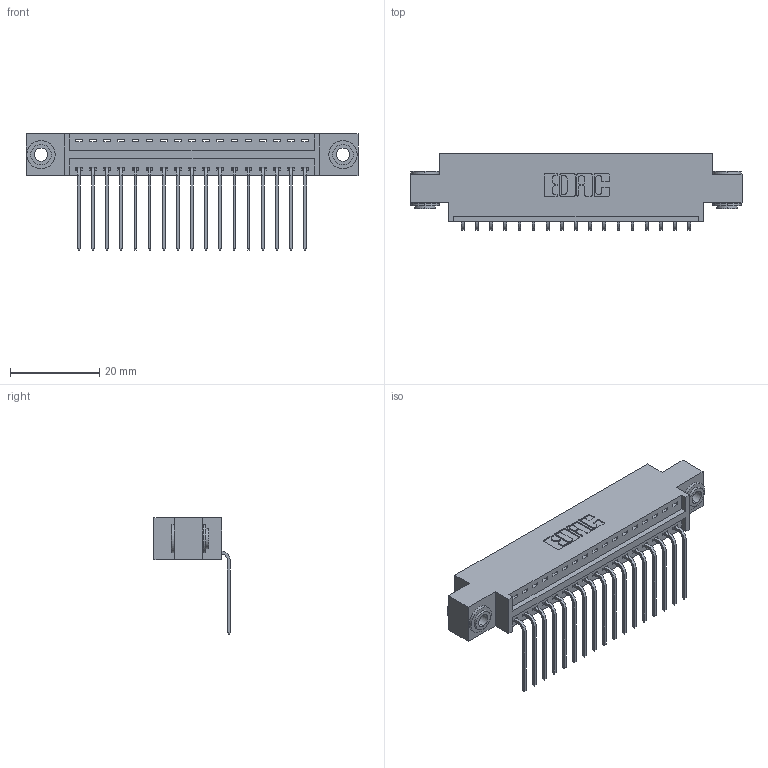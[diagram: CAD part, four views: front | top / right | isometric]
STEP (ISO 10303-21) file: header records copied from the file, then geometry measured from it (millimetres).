
FILE_DESCRIPTION (( 'STEP AP203' ), '1' );
FILE_NAME ('396-017-559-603.STEP', '2019-10-31T20:44:05', ( '' ), ( '' ), 'SwSTEP 2.0', 'SolidWorks 2016', '' );
FILE_SCHEMA (( 'CONFIG_CONTROL_DESIGN' ));
Length unit declared in the file: inch
Products named in the file (4): 346 Part_0.170 Offset - 0.156 Dia-TH; 345-292-001_558 559 Tail - 1; 345-250-002_345-250-002-102; 396-017-559-603
Assembly tree (20 placements, depth 2):
  396-017-559-603
    346 Part_0.170 Offset - 0.156 Dia-TH
    345-292-001_558 559 Tail - 1  x17
    345-250-002_345-250-002-102  x2
Bounding box: 74.55 x 17.08 x 26.16 mm (x, y, z)
Volume: 6885.2 mm3; surface area: 9053.2 mm2
Topology: 20 solids, 20 shells, 1184 faces, 3511 edges, 2314 vertices
Faces by surface type: plane 804, cylinder 372, cone 8
Entity records: 14782 total; most frequent: CARTESIAN_POINT 2522, ORIENTED_EDGE 2466, DIRECTION 2285, EDGE_CURVE 1233, VECTOR 1009, LINE 1009, VERTEX_POINT 818, AXIS2_PLACEMENT_3D 638
